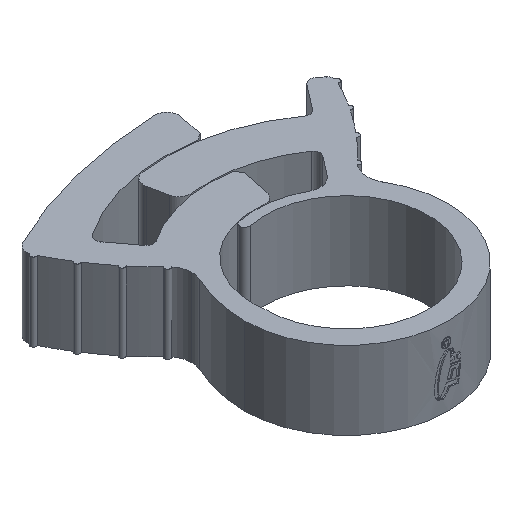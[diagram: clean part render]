
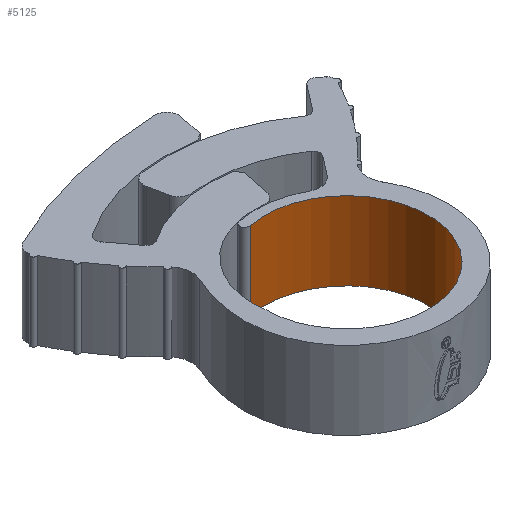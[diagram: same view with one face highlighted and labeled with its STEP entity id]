
A CAD part, isometric view. The second image highlights one B-rep face of the part: STEP entity #5125.
In plain terms, the highlighted cylindrical face has radius 6.9 mm (diameter 13.8 mm), a partial arc.
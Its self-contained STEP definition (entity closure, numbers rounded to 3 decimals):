
#174 = VECTOR ( 'NONE', #3684, 1000. ) ;
#382 = CARTESIAN_POINT ( 'NONE',  ( -1.4, 6.756, 3.3 ) ) ;
#582 = DIRECTION ( 'NONE',  ( 0., 0., -1. ) ) ;
#947 = CARTESIAN_POINT ( 'NONE',  ( -6.9, 0., -3.3 ) ) ;
#1183 = DIRECTION ( 'NONE',  ( -1., 0., 0. ) ) ;
#1498 = CARTESIAN_POINT ( 'NONE',  ( 0., 0., 3.3 ) ) ;
#1518 = CARTESIAN_POINT ( 'NONE',  ( 0., 0., 3.3 ) ) ;
#1727 = ORIENTED_EDGE ( 'NONE', *, *, #5740, .T. ) ;
#1927 = LINE ( 'NONE', #382, #3902 ) ;
#2357 = VERTEX_POINT ( 'NONE', #4088 ) ;
#2557 = DIRECTION ( 'NONE',  ( 0., 0., -1. ) ) ;
#2614 = ORIENTED_EDGE ( 'NONE', *, *, #4152, .F. ) ;
#2753 = ORIENTED_EDGE ( 'NONE', *, *, #5950, .F. ) ;
#3025 = CARTESIAN_POINT ( 'NONE',  ( -1.4, 6.756, 3.3 ) ) ;
#3152 = CIRCLE ( 'NONE', #5698, 6.9 ) ;
#3566 = DIRECTION ( 'NONE',  ( -1., 0., 0. ) ) ;
#3598 = VERTEX_POINT ( 'NONE', #947 ) ;
#3629 = VERTEX_POINT ( 'NONE', #4446 ) ;
#3684 = DIRECTION ( 'NONE',  ( 0., 0., -1. ) ) ;
#3902 = VECTOR ( 'NONE', #5922, 1000. ) ;
#4017 = CYLINDRICAL_SURFACE ( 'NONE', #5068, 6.9 ) ;
#4088 = CARTESIAN_POINT ( 'NONE',  ( -6.9, 0., 3.3 ) ) ;
#4134 = VERTEX_POINT ( 'NONE', #3025 ) ;
#4152 = EDGE_CURVE ( 'NONE', #4134, #2357, #3152, .T. ) ;
#4185 = CARTESIAN_POINT ( 'NONE',  ( -6.9, 0., 3.3 ) ) ;
#4312 = EDGE_CURVE ( 'NONE', #4134, #3629, #1927, .T. ) ;
#4446 = CARTESIAN_POINT ( 'NONE',  ( -1.4, 6.756, -3.3 ) ) ;
#4761 = CIRCLE ( 'NONE', #5497, 6.9 ) ;
#4946 = DIRECTION ( 'NONE',  ( -1., 0., 0. ) ) ;
#5068 = AXIS2_PLACEMENT_3D ( 'NONE', #1498, #6432, #4946 ) ;
#5125 = ADVANCED_FACE ( 'NONE', ( #6037 ), #4017, .F. ) ;
#5184 = LINE ( 'NONE', #4185, #174 ) ;
#5497 = AXIS2_PLACEMENT_3D ( 'NONE', #6088, #2557, #1183 ) ;
#5698 = AXIS2_PLACEMENT_3D ( 'NONE', #1518, #582, #3566 ) ;
#5714 = EDGE_LOOP ( 'NONE', ( #1727, #2753, #2614, #6503 ) ) ;
#5740 = EDGE_CURVE ( 'NONE', #3629, #3598, #4761, .T. ) ;
#5922 = DIRECTION ( 'NONE',  ( 0., 0., -1. ) ) ;
#5950 = EDGE_CURVE ( 'NONE', #2357, #3598, #5184, .T. ) ;
#6037 = FACE_OUTER_BOUND ( 'NONE', #5714, .T. ) ;
#6088 = CARTESIAN_POINT ( 'NONE',  ( 0., 0., -3.3 ) ) ;
#6432 = DIRECTION ( 'NONE',  ( 0., 0., -1. ) ) ;
#6503 = ORIENTED_EDGE ( 'NONE', *, *, #4312, .T. ) ;
